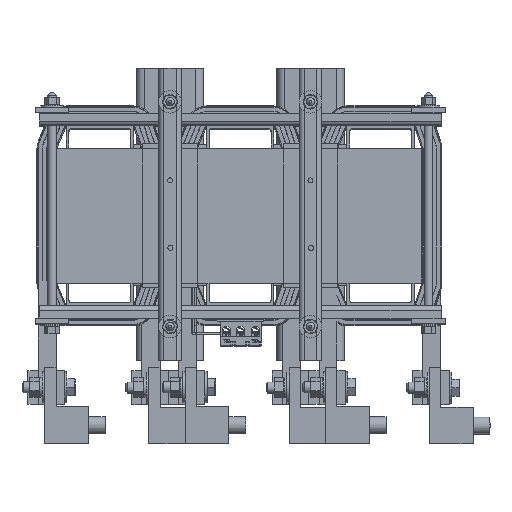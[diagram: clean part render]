
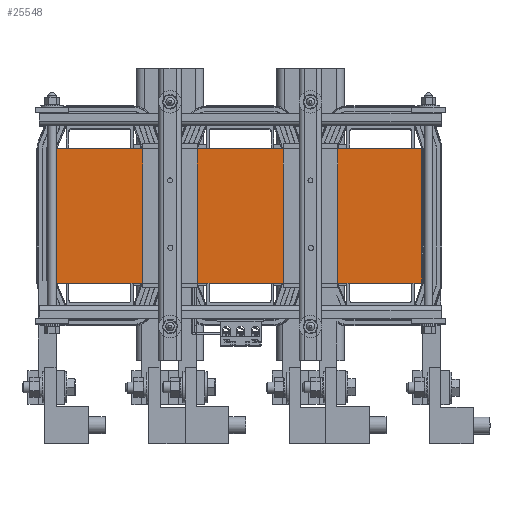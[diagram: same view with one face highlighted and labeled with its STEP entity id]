
A CAD part, top view. The second image highlights one B-rep face of the part: STEP entity #25548.
In plain terms, the highlighted face is planar.
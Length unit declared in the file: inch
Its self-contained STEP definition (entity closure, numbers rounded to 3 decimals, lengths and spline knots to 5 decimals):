
#2771=FACE_OUTER_BOUND('',#4189,.T.);
#4189=EDGE_LOOP('',(#18448,#18449,#18450,#18451));
#6096=LINE('',#37707,#8637);
#6097=LINE('',#37709,#8638);
#6098=LINE('',#37711,#8639);
#6099=LINE('',#37712,#8640);
#8637=VECTOR('',#31030,0.3937);
#8638=VECTOR('',#31031,0.3937);
#8639=VECTOR('',#31032,0.3937);
#8640=VECTOR('',#31033,0.3937);
#11092=VERTEX_POINT('',#37705);
#11093=VERTEX_POINT('',#37706);
#11094=VERTEX_POINT('',#37708);
#11095=VERTEX_POINT('',#37710);
#13847=EDGE_CURVE('',#11092,#11093,#6096,.T.);
#13848=EDGE_CURVE('',#11094,#11092,#6097,.T.);
#13849=EDGE_CURVE('',#11095,#11094,#6098,.T.);
#13850=EDGE_CURVE('',#11093,#11095,#6099,.T.);
#18448=ORIENTED_EDGE('',*,*,#13847,.F.);
#18449=ORIENTED_EDGE('',*,*,#13848,.F.);
#18450=ORIENTED_EDGE('',*,*,#13849,.F.);
#18451=ORIENTED_EDGE('',*,*,#13850,.F.);
#24513=PLANE('',#27883);
#25548=ADVANCED_FACE('',(#2771),#24513,.F.);
#27883=AXIS2_PLACEMENT_3D('',#37704,#31028,#31029);
#31028=DIRECTION('center_axis',(0.,0.,1.));
#31029=DIRECTION('ref_axis',(1.,0.,0.));
#31030=DIRECTION('',(0.,1.,0.));
#31031=DIRECTION('',(1.,0.,0.));
#31032=DIRECTION('',(0.,-1.,0.));
#31033=DIRECTION('',(-1.,0.,0.));
#37704=CARTESIAN_POINT('Origin',(6.40256,-2.05793,-1.875));
#37705=CARTESIAN_POINT('',(14.52756,-5.05793,-1.875));
#37706=CARTESIAN_POINT('',(14.52756,0.94207,-1.875));
#37707=CARTESIAN_POINT('',(14.52756,0.94207,-1.875));
#37708=CARTESIAN_POINT('',(-1.72244,-5.05793,-1.875));
#37709=CARTESIAN_POINT('',(14.52756,-5.05793,-1.875));
#37710=CARTESIAN_POINT('',(-1.72244,0.94207,-1.875));
#37711=CARTESIAN_POINT('',(-1.72244,-5.05793,-1.875));
#37712=CARTESIAN_POINT('',(-1.72244,0.94207,-1.875));
